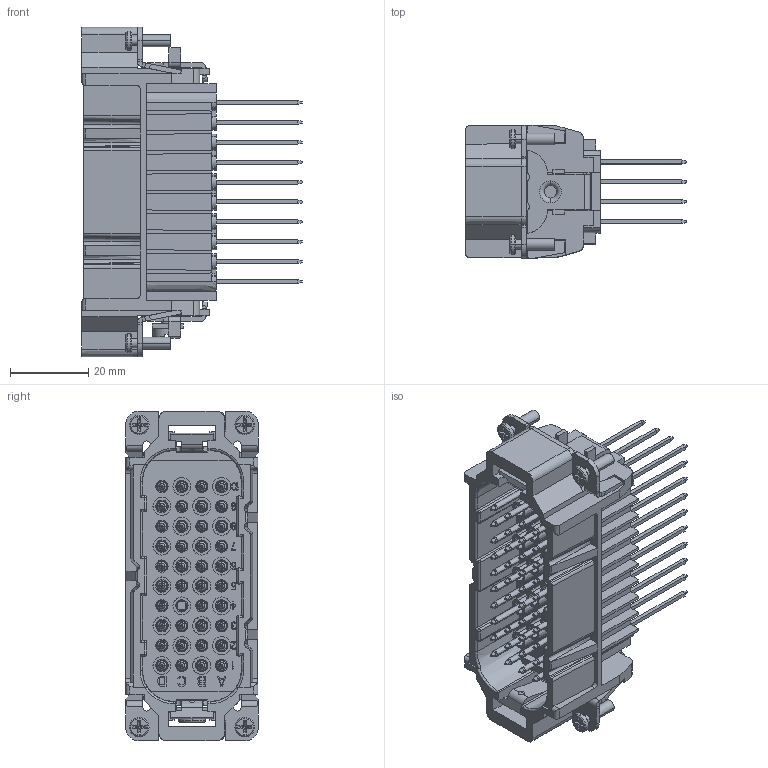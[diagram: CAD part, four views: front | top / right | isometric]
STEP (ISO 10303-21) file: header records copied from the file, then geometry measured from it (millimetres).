
FILE_DESCRIPTION((''),'2;1');
FILE_NAME('HD040M','2017-08-21T',('tl.yang'),(''),'PRO/ENGINEER BY PARAMETRIC TECHNOLOGY CORPORATION, 2011500','PRO/ENGINEER BY PARAMETRIC TECHNOLOGY CORPORATION, 2011500','');
FILE_SCHEMA(('CONFIG_CONTROL_DESIGN'));
Products named in the file (1): HD040M
Bounding box: 56.5 x 34 x 84.5 mm (x, y, z)
Volume: 40555.8 mm3; surface area: 34253.9 mm2
Topology: 1 solids, 80 shells, 4940 faces, 12833 edges, 8279 vertices
Faces by surface type: plane 3477, cylinder 661, cone 556, bspline 134, sphere 98, torus 14
Entity records: 153222 total; most frequent: CARTESIAN_POINT 31343, ORIENTED_EDGE 25494, DIRECTION 24739, EDGE_CURVE 12747, VECTOR 9555, LINE 9555, VERTEX_POINT 8279, AXIS2_PLACEMENT_3D 7592
